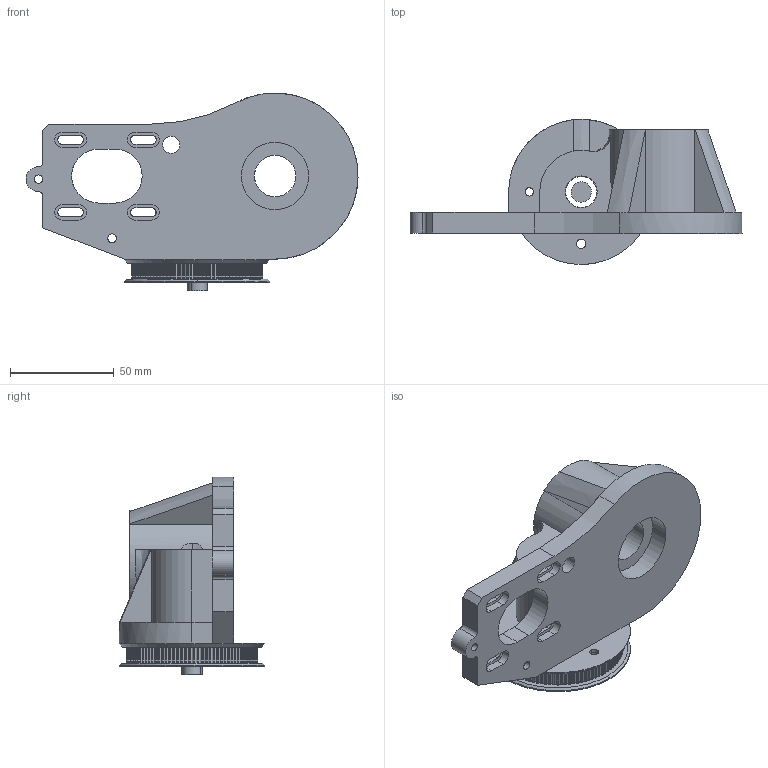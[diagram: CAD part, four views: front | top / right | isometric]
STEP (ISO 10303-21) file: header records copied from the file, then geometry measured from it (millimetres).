
FILE_DESCRIPTION (( 'STEP AP203' ), '1' );
FILE_NAME ('J1.STEP', '2025-10-20T00:46:02', ( '' ), ( '' ), 'SwSTEP 2.0', 'SolidWorks 2024', '' );
FILE_SCHEMA (( 'CONFIG_CONTROL_DESIGN' ));
Length unit declared in the file: millimetre
Products named in the file (5): BaseWall_2_v2; Bottom spacer; Pulley100TBase; 4.08_heta_zeyada; J1
Assembly tree (4 placements, depth 2):
  J1
    4.08_heta_zeyada
    Pulley100TBase
    Bottom spacer
    BaseWall_2_v2
Bounding box: 160 x 70 x 95.36 mm (x, y, z)
Volume: 235179.9 mm3; surface area: 63123.6 mm2
Topology: 4 solids, 4 shells, 688 faces, 1985 edges, 1318 vertices
Faces by surface type: cylinder 606, plane 72, cone 8, bspline 2
Entity records: 24192 total; most frequent: DIRECTION 4585, CARTESIAN_POINT 4309, ORIENTED_EDGE 3970, EDGE_CURVE 1985, AXIS2_PLACEMENT_3D 1924, VERTEX_POINT 1318, CIRCLE 1231, EDGE_LOOP 745
